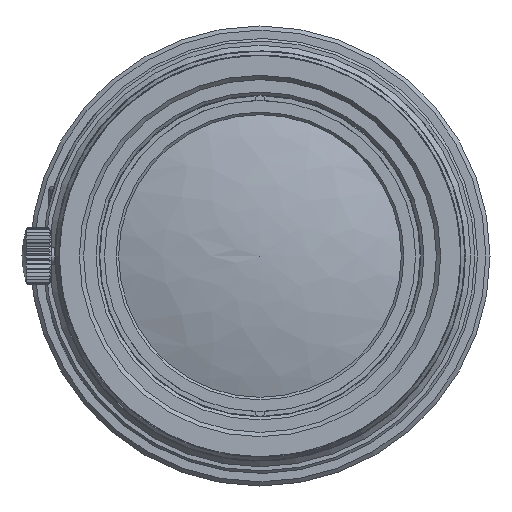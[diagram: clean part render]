
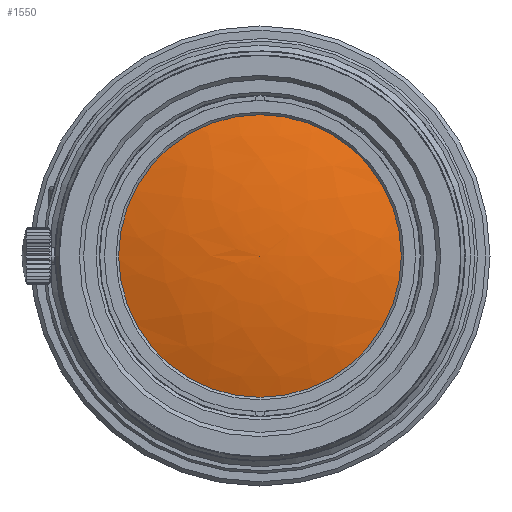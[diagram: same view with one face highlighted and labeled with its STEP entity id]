
A CAD part, left-side view. The second image highlights one B-rep face of the part: STEP entity #1550.
In plain terms, the highlighted free-form (B-spline) face has degree [3, 3] with [4, 7] control points.
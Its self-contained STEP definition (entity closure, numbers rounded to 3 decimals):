
#114=(
BOUNDED_SURFACE()
B_SPLINE_SURFACE(3,3,((#25773,#25774,#25775,#25776,#25777,#25778,#25779),
(#25780,#25781,#25782,#25783,#25784,#25785,#25786),(#25787,#25788,#25789,
#25790,#25791,#25792,#25793),(#25794,#25795,#25796,#25797,#25798,#25799,
#25800)),.UNSPECIFIED.,.F.,.T.,.F.)
B_SPLINE_SURFACE_WITH_KNOTS((4,4),(1,3,3,3,1),(0.,1.),(-0.5,0.,0.5,1.,1.5),
 .UNSPECIFIED.)
GEOMETRIC_REPRESENTATION_ITEM()
RATIONAL_B_SPLINE_SURFACE(((1.,0.333,0.333,1.,0.333,
0.333,1.),(0.992,0.331,0.331,
0.992,0.331,0.331,0.992),
(0.992,0.331,0.331,0.992,
0.331,0.331,0.992),(1.,0.333,
0.333,1.,0.333,0.333,1.)))
REPRESENTATION_ITEM('')
SURFACE()
);
#166=VERTEX_LOOP('',#10073);
#1550=ADVANCED_FACE('',(#3728,#3729),#114,.T.);
#3728=FACE_BOUND('',#4626,.T.);
#3729=FACE_BOUND('',#166,.T.);
#4626=EDGE_LOOP('',(#8459));
#8459=ORIENTED_EDGE('',*,*,#12016,.F.);
#10072=VERTEX_POINT('',#25771);
#10073=VERTEX_POINT('',#25772);
#12016=EDGE_CURVE('',#10072,#10072,#12999,.T.);
#12999=B_SPLINE_CURVE_WITH_KNOTS('',3,(#25753,#25754,#25755,#25756,#25757,
#25758,#25759,#25760,#25761,#25762,#25763,#25764,#25765,#25766,#25767,#25768,
#25769,#25770),.UNSPECIFIED.,.T.,.F.,(2,2,2,2,2,2,2,2,2,2,2),(-0.125,0.,
0.125,0.25,0.375,0.5,0.625,0.75,0.875,1.,1.125),.UNSPECIFIED.);
#25753=CARTESIAN_POINT('',(-132.514,17.394,-4.554));
#25754=CARTESIAN_POINT('',(-132.514,17.394,4.554));
#25755=CARTESIAN_POINT('',(-132.514,15.519,9.079));
#25756=CARTESIAN_POINT('',(-132.514,9.079,15.519));
#25757=CARTESIAN_POINT('',(-132.514,4.554,17.394));
#25758=CARTESIAN_POINT('',(-132.514,-4.554,17.394));
#25759=CARTESIAN_POINT('',(-132.514,-9.079,15.519));
#25760=CARTESIAN_POINT('',(-132.514,-15.519,9.079));
#25761=CARTESIAN_POINT('',(-132.514,-17.394,4.554));
#25762=CARTESIAN_POINT('',(-132.514,-17.394,-4.554));
#25763=CARTESIAN_POINT('',(-132.514,-15.519,-9.079));
#25764=CARTESIAN_POINT('',(-132.514,-9.079,-15.519));
#25765=CARTESIAN_POINT('',(-132.514,-4.554,-17.394));
#25766=CARTESIAN_POINT('',(-132.514,4.554,-17.394));
#25767=CARTESIAN_POINT('',(-132.514,9.079,-15.519));
#25768=CARTESIAN_POINT('',(-132.514,15.519,-9.079));
#25769=CARTESIAN_POINT('',(-132.514,17.394,-4.554));
#25770=CARTESIAN_POINT('',(-132.514,17.394,4.554));
#25771=CARTESIAN_POINT('',(-132.514,17.394,0.));
#25772=CARTESIAN_POINT('',(-135.244,0.,0.));
#25773=CARTESIAN_POINT('',(-132.514,17.394,0.));
#25774=CARTESIAN_POINT('',(-132.514,17.394,34.788));
#25775=CARTESIAN_POINT('',(-132.514,-17.394,34.788));
#25776=CARTESIAN_POINT('',(-132.514,-17.394,0.));
#25777=CARTESIAN_POINT('',(-132.514,-17.394,-34.788));
#25778=CARTESIAN_POINT('',(-132.514,17.394,-34.788));
#25779=CARTESIAN_POINT('',(-132.514,17.394,0.));
#25780=CARTESIAN_POINT('',(-134.308,11.758,0.));
#25781=CARTESIAN_POINT('',(-134.308,11.758,23.516));
#25782=CARTESIAN_POINT('',(-134.308,-11.758,23.516));
#25783=CARTESIAN_POINT('',(-134.308,-11.758,0.));
#25784=CARTESIAN_POINT('',(-134.308,-11.758,-23.516));
#25785=CARTESIAN_POINT('',(-134.308,11.758,-23.516));
#25786=CARTESIAN_POINT('',(-134.308,11.758,0.));
#25787=CARTESIAN_POINT('',(-135.225,5.915,0.));
#25788=CARTESIAN_POINT('',(-135.225,5.915,11.829));
#25789=CARTESIAN_POINT('',(-135.225,-5.915,11.829));
#25790=CARTESIAN_POINT('',(-135.225,-5.915,0.));
#25791=CARTESIAN_POINT('',(-135.225,-5.915,-11.829));
#25792=CARTESIAN_POINT('',(-135.225,5.915,-11.829));
#25793=CARTESIAN_POINT('',(-135.225,5.915,0.));
#25794=CARTESIAN_POINT('',(-135.244,0.,0.));
#25795=CARTESIAN_POINT('',(-135.244,0.,0.));
#25796=CARTESIAN_POINT('',(-135.244,0.,0.));
#25797=CARTESIAN_POINT('',(-135.244,0.,0.));
#25798=CARTESIAN_POINT('',(-135.244,0.,0.));
#25799=CARTESIAN_POINT('',(-135.244,0.,0.));
#25800=CARTESIAN_POINT('',(-135.244,0.,0.));
